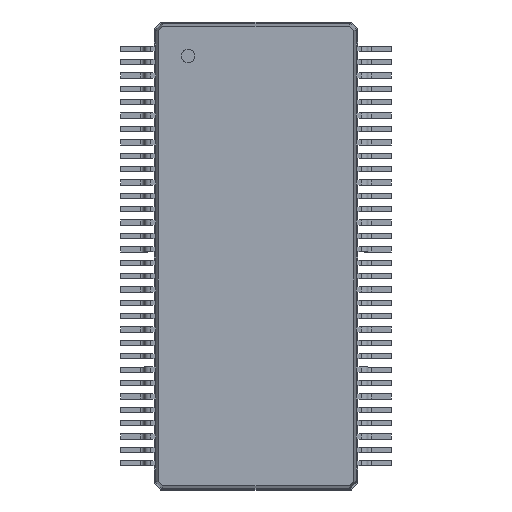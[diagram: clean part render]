
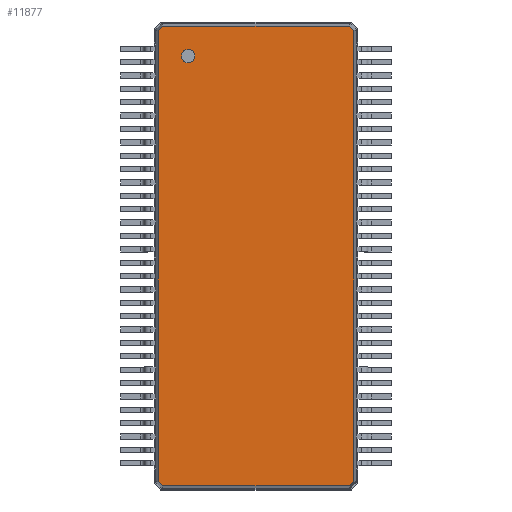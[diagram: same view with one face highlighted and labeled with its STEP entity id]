
A CAD part, top view. The second image highlights one B-rep face of the part: STEP entity #11877.
In plain terms, the highlighted planar face has unit normal (0, 0, 1).
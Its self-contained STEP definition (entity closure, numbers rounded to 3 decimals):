
#3616 = VERTEX_POINT('',#3617);
#3617 = CARTESIAN_POINT('',(2.929,-6.739,1.2));
#3622 = EDGE_CURVE('',#3623,#3616,#3625,.T.);
#3623 = VERTEX_POINT('',#3624);
#3624 = CARTESIAN_POINT('',(2.929,6.739,1.2));
#3625 = LINE('',#3626,#3627);
#3626 = CARTESIAN_POINT('',(2.929,6.739,1.2));
#3627 = VECTOR('',#3628,1.);
#3628 = DIRECTION('',(0.,-1.,0.));
#11860 = VERTEX_POINT('',#11861);
#11861 = CARTESIAN_POINT('',(2.789,-6.879,1.2));
#11866 = EDGE_CURVE('',#3616,#11860,#11867,.T.);
#11867 = LINE('',#11868,#11869);
#11868 = CARTESIAN_POINT('',(2.929,-6.739,1.2));
#11869 = VECTOR('',#11870,1.);
#11870 = DIRECTION('',(-0.707,-0.707,0.));
#11877 = ADVANCED_FACE('',(#11878,#11928),#11939,.F.);
#11878 = FACE_BOUND('',#11879,.F.);
#11879 = EDGE_LOOP('',(#11880,#11890,#11896,#11897,#11898,#11906,#11914,
#11922));
#11880 = ORIENTED_EDGE('',*,*,#11881,.T.);
#11881 = EDGE_CURVE('',#11882,#11884,#11886,.T.);
#11882 = VERTEX_POINT('',#11883);
#11883 = CARTESIAN_POINT('',(-2.789,6.879,1.2));
#11884 = VERTEX_POINT('',#11885);
#11885 = CARTESIAN_POINT('',(2.789,6.879,1.2));
#11886 = LINE('',#11887,#11888);
#11887 = CARTESIAN_POINT('',(-2.789,6.879,1.2));
#11888 = VECTOR('',#11889,1.);
#11889 = DIRECTION('',(1.,0.,0.));
#11890 = ORIENTED_EDGE('',*,*,#11891,.T.);
#11891 = EDGE_CURVE('',#11884,#3623,#11892,.T.);
#11892 = LINE('',#11893,#11894);
#11893 = CARTESIAN_POINT('',(2.789,6.879,1.2));
#11894 = VECTOR('',#11895,1.);
#11895 = DIRECTION('',(0.707,-0.707,0.));
#11896 = ORIENTED_EDGE('',*,*,#3622,.T.);
#11897 = ORIENTED_EDGE('',*,*,#11866,.T.);
#11898 = ORIENTED_EDGE('',*,*,#11899,.T.);
#11899 = EDGE_CURVE('',#11860,#11900,#11902,.T.);
#11900 = VERTEX_POINT('',#11901);
#11901 = CARTESIAN_POINT('',(-2.789,-6.879,1.2));
#11902 = LINE('',#11903,#11904);
#11903 = CARTESIAN_POINT('',(2.789,-6.879,1.2));
#11904 = VECTOR('',#11905,1.);
#11905 = DIRECTION('',(-1.,0.,0.));
#11906 = ORIENTED_EDGE('',*,*,#11907,.T.);
#11907 = EDGE_CURVE('',#11900,#11908,#11910,.T.);
#11908 = VERTEX_POINT('',#11909);
#11909 = CARTESIAN_POINT('',(-2.929,-6.739,1.2));
#11910 = LINE('',#11911,#11912);
#11911 = CARTESIAN_POINT('',(-2.789,-6.879,1.2));
#11912 = VECTOR('',#11913,1.);
#11913 = DIRECTION('',(-0.707,0.707,0.));
#11914 = ORIENTED_EDGE('',*,*,#11915,.T.);
#11915 = EDGE_CURVE('',#11908,#11916,#11918,.T.);
#11916 = VERTEX_POINT('',#11917);
#11917 = CARTESIAN_POINT('',(-2.929,6.739,1.2));
#11918 = LINE('',#11919,#11920);
#11919 = CARTESIAN_POINT('',(-2.929,-6.739,1.2));
#11920 = VECTOR('',#11921,1.);
#11921 = DIRECTION('',(0.,1.,0.));
#11922 = ORIENTED_EDGE('',*,*,#11923,.T.);
#11923 = EDGE_CURVE('',#11916,#11882,#11924,.T.);
#11924 = LINE('',#11925,#11926);
#11925 = CARTESIAN_POINT('',(-2.929,6.739,1.2));
#11926 = VECTOR('',#11927,1.);
#11927 = DIRECTION('',(0.707,0.707,0.));
#11928 = FACE_BOUND('',#11929,.F.);
#11929 = EDGE_LOOP('',(#11930));
#11930 = ORIENTED_EDGE('',*,*,#11931,.T.);
#11931 = EDGE_CURVE('',#11932,#11932,#11934,.T.);
#11932 = VERTEX_POINT('',#11933);
#11933 = CARTESIAN_POINT('',(-2.029,5.779,1.2));
#11934 = CIRCLE('',#11935,0.2);
#11935 = AXIS2_PLACEMENT_3D('',#11936,#11937,#11938);
#11936 = CARTESIAN_POINT('',(-2.029,5.979,1.2));
#11937 = DIRECTION('',(0.,0.,1.));
#11938 = DIRECTION('',(0.,-1.,0.));
#11939 = PLANE('',#11940);
#11940 = AXIS2_PLACEMENT_3D('',#11941,#11942,#11943);
#11941 = CARTESIAN_POINT('',(-2.789,6.879,1.2));
#11942 = DIRECTION('',(0.,-0.,-1.));
#11943 = DIRECTION('',(0.376,-0.927,0.));
